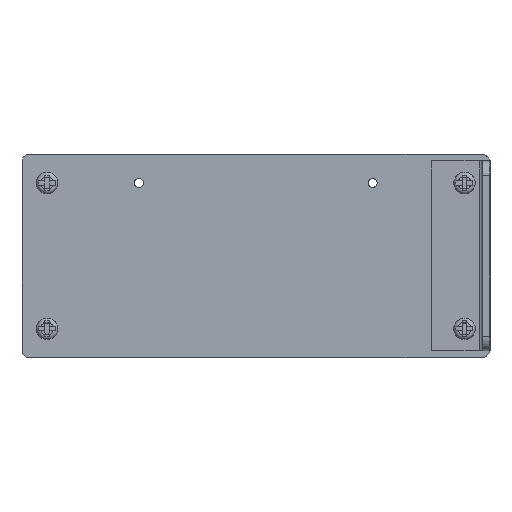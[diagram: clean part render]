
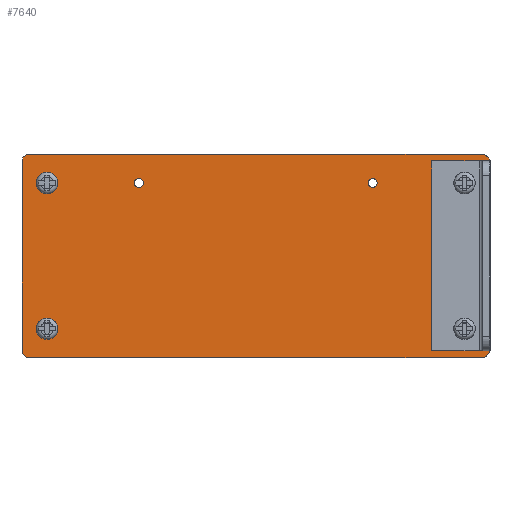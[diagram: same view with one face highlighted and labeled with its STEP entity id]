
A CAD part, left-side view. The second image highlights one B-rep face of the part: STEP entity #7640.
In plain terms, the highlighted face is planar.
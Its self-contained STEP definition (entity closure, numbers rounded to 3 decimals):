
#1217=FACE_BOUND('',#2652,.T.);
#1218=FACE_BOUND('',#2653,.T.);
#1219=FACE_BOUND('',#2654,.T.);
#1220=FACE_BOUND('',#2655,.T.);
#1221=FACE_BOUND('',#2656,.T.);
#1222=FACE_BOUND('',#2657,.T.);
#1559=FACE_OUTER_BOUND('',#2651,.T.);
#2651=EDGE_LOOP('',(#6691,#6692,#6693,#6694,#6695,#6696,#6697,#6698));
#2652=EDGE_LOOP('',(#6699));
#2653=EDGE_LOOP('',(#6700));
#2654=EDGE_LOOP('',(#6701));
#2655=EDGE_LOOP('',(#6702));
#2656=EDGE_LOOP('',(#6703));
#2657=EDGE_LOOP('',(#6704));
#3331=CIRCLE('',#8530,3.175);
#3342=CIRCLE('',#8545,3.175);
#3343=CIRCLE('',#8547,3.175);
#3344=CIRCLE('',#8548,3.175);
#3345=CIRCLE('',#8549,1.981);
#3346=CIRCLE('',#8550,1.981);
#3347=CIRCLE('',#8551,2.553);
#3348=CIRCLE('',#8552,2.553);
#3349=CIRCLE('',#8553,2.553);
#3350=CIRCLE('',#8554,2.553);
#3525=LINE('',#12542,#3781);
#3531=LINE('',#12576,#3787);
#3534=LINE('',#12582,#3790);
#3536=LINE('',#12590,#3792);
#3781=VECTOR('',#10406,81.991);
#3787=VECTOR('',#10440,196.85);
#3790=VECTOR('',#10445,81.991);
#3792=VECTOR('',#10455,196.85);
#4479=VERTEX_POINT('',#12539);
#4480=VERTEX_POINT('',#12541);
#4481=VERTEX_POINT('',#12545);
#4494=VERTEX_POINT('',#12575);
#4495=VERTEX_POINT('',#12579);
#4496=VERTEX_POINT('',#12581);
#4497=VERTEX_POINT('',#12587);
#4498=VERTEX_POINT('',#12589);
#4499=VERTEX_POINT('',#12592);
#4500=VERTEX_POINT('',#12594);
#4501=VERTEX_POINT('',#12596);
#4502=VERTEX_POINT('',#12598);
#4503=VERTEX_POINT('',#12600);
#4504=VERTEX_POINT('',#12602);
#5249=EDGE_CURVE('',#4479,#4480,#3525,.T.);
#5251=EDGE_CURVE('',#4481,#4480,#3331,.F.);
#5266=EDGE_CURVE('',#4481,#4494,#3531,.T.);
#5269=EDGE_CURVE('',#4495,#4496,#3534,.T.);
#5271=EDGE_CURVE('',#4495,#4494,#3342,.F.);
#5272=EDGE_CURVE('',#4479,#4497,#3343,.F.);
#5273=EDGE_CURVE('',#4498,#4497,#3536,.T.);
#5274=EDGE_CURVE('',#4498,#4496,#3344,.F.);
#5275=EDGE_CURVE('',#4499,#4499,#3345,.T.);
#5276=EDGE_CURVE('',#4500,#4500,#3346,.T.);
#5277=EDGE_CURVE('',#4501,#4501,#3347,.T.);
#5278=EDGE_CURVE('',#4502,#4502,#3348,.T.);
#5279=EDGE_CURVE('',#4503,#4503,#3349,.T.);
#5280=EDGE_CURVE('',#4504,#4504,#3350,.T.);
#6691=ORIENTED_EDGE('',*,*,#5269,.F.);
#6692=ORIENTED_EDGE('',*,*,#5271,.T.);
#6693=ORIENTED_EDGE('',*,*,#5266,.F.);
#6694=ORIENTED_EDGE('',*,*,#5251,.T.);
#6695=ORIENTED_EDGE('',*,*,#5249,.F.);
#6696=ORIENTED_EDGE('',*,*,#5272,.T.);
#6697=ORIENTED_EDGE('',*,*,#5273,.F.);
#6698=ORIENTED_EDGE('',*,*,#5274,.T.);
#6699=ORIENTED_EDGE('',*,*,#5275,.T.);
#6700=ORIENTED_EDGE('',*,*,#5276,.T.);
#6701=ORIENTED_EDGE('',*,*,#5277,.T.);
#6702=ORIENTED_EDGE('',*,*,#5278,.T.);
#6703=ORIENTED_EDGE('',*,*,#5279,.T.);
#6704=ORIENTED_EDGE('',*,*,#5280,.T.);
#7291=PLANE('',#8546);
#7640=ADVANCED_FACE('',(#1559,#1217,#1218,#1219,#1220,#1221,#1222),#7291,
 .F.);
#8530=AXIS2_PLACEMENT_3D('',#12546,#10410,#10411);
#8545=AXIS2_PLACEMENT_3D('',#12585,#10449,#10450);
#8546=AXIS2_PLACEMENT_3D('',#12586,#10451,#10452);
#8547=AXIS2_PLACEMENT_3D('',#12588,#10453,#10454);
#8548=AXIS2_PLACEMENT_3D('',#12591,#10456,#10457);
#8549=AXIS2_PLACEMENT_3D('',#12593,#10458,#10459);
#8550=AXIS2_PLACEMENT_3D('',#12595,#10460,#10461);
#8551=AXIS2_PLACEMENT_3D('',#12597,#10462,#10463);
#8552=AXIS2_PLACEMENT_3D('',#12599,#10464,#10465);
#8553=AXIS2_PLACEMENT_3D('',#12601,#10466,#10467);
#8554=AXIS2_PLACEMENT_3D('',#12603,#10468,#10469);
#10406=DIRECTION('',(0.,-1.,0.));
#10410=DIRECTION('center_axis',(0.,0.,1.));
#10411=DIRECTION('ref_axis',(1.,0.,0.));
#10440=DIRECTION('',(1.,0.,0.));
#10445=DIRECTION('',(0.,1.,0.));
#10449=DIRECTION('center_axis',(0.,0.,1.));
#10450=DIRECTION('ref_axis',(1.,0.,0.));
#10451=DIRECTION('center_axis',(0.,0.,1.));
#10452=DIRECTION('ref_axis',(1.,0.,0.));
#10453=DIRECTION('center_axis',(0.,0.,1.));
#10454=DIRECTION('ref_axis',(1.,0.,0.));
#10455=DIRECTION('',(-1.,0.,0.));
#10456=DIRECTION('center_axis',(0.,0.,1.));
#10457=DIRECTION('ref_axis',(1.,0.,0.));
#10458=DIRECTION('center_axis',(0.,0.,1.));
#10459=DIRECTION('ref_axis',(1.,0.,0.));
#10460=DIRECTION('center_axis',(0.,0.,1.));
#10461=DIRECTION('ref_axis',(1.,0.,0.));
#10462=DIRECTION('center_axis',(0.,0.,1.));
#10463=DIRECTION('ref_axis',(1.,0.,0.));
#10464=DIRECTION('center_axis',(0.,0.,1.));
#10465=DIRECTION('ref_axis',(1.,0.,0.));
#10466=DIRECTION('center_axis',(0.,0.,1.));
#10467=DIRECTION('ref_axis',(1.,0.,0.));
#10468=DIRECTION('center_axis',(0.,0.,1.));
#10469=DIRECTION('ref_axis',(1.,0.,0.));
#12539=CARTESIAN_POINT('',(-101.6,40.996,-3.175));
#12541=CARTESIAN_POINT('',(-101.6,-40.996,-3.175));
#12542=CARTESIAN_POINT('',(-101.6,44.171,-3.175));
#12545=CARTESIAN_POINT('',(-98.425,-44.171,-3.175));
#12546=CARTESIAN_POINT('Origin',(-98.425,-40.996,-3.175));
#12575=CARTESIAN_POINT('',(98.425,-44.171,-3.175));
#12576=CARTESIAN_POINT('',(-101.6,-44.171,-3.175));
#12579=CARTESIAN_POINT('',(101.6,-40.996,-3.175));
#12581=CARTESIAN_POINT('',(101.6,40.996,-3.175));
#12582=CARTESIAN_POINT('',(101.6,-44.171,-3.175));
#12585=CARTESIAN_POINT('Origin',(98.425,-40.996,-3.175));
#12586=CARTESIAN_POINT('Origin',(-101.6,-44.171,-3.175));
#12587=CARTESIAN_POINT('',(-98.425,44.171,-3.175));
#12588=CARTESIAN_POINT('Origin',(-98.425,40.996,-3.175));
#12589=CARTESIAN_POINT('',(98.425,44.171,-3.175));
#12590=CARTESIAN_POINT('',(101.6,44.171,-3.175));
#12591=CARTESIAN_POINT('Origin',(98.425,40.996,-3.175));
#12592=CARTESIAN_POINT('',(52.781,-31.674,-3.175));
#12593=CARTESIAN_POINT('Origin',(50.8,-31.674,-3.175));
#12594=CARTESIAN_POINT('',(-48.819,-31.674,-3.175));
#12595=CARTESIAN_POINT('Origin',(-50.8,-31.674,-3.175));
#12596=CARTESIAN_POINT('',(-88.176,31.674,-3.175));
#12597=CARTESIAN_POINT('Origin',(-90.729,31.674,-3.175));
#12598=CARTESIAN_POINT('',(93.282,31.674,-3.175));
#12599=CARTESIAN_POINT('Origin',(90.729,31.674,-3.175));
#12600=CARTESIAN_POINT('',(93.282,-31.674,-3.175));
#12601=CARTESIAN_POINT('Origin',(90.729,-31.674,-3.175));
#12602=CARTESIAN_POINT('',(-88.176,-31.674,-3.175));
#12603=CARTESIAN_POINT('Origin',(-90.729,-31.674,-3.175));
